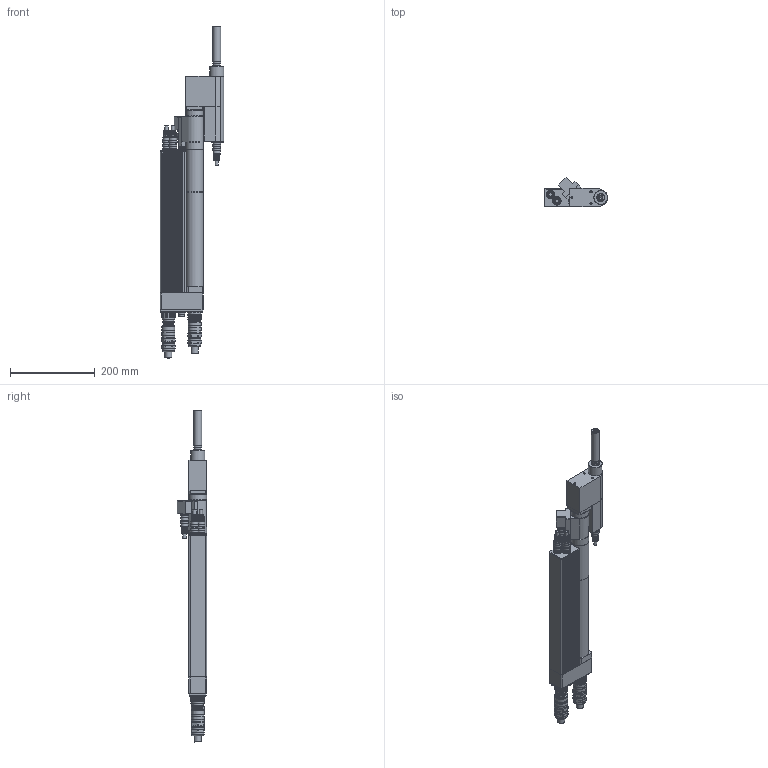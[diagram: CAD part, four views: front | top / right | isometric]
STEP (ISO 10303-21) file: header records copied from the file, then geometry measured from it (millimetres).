
FILE_DESCRIPTION((''),'2;1');
FILE_NAME('947544A5.stp','2011-03-25T15:00:22',('e4c32'),(''),'Autodesk Inventor 11','Autodesk Inventor 11','');
FILE_SCHEMA(('AUTOMOTIVE_DESIGN { 1 0 10303 214 1 1 1 1 }'));
Length unit declared in the file: millimetre
Products named in the file (7): 947544A5_IAM_001; 1VKXB_IPT_001.ipt_Versetzter Abtrieb; 1KYB_IPT_001; 1BTS-XA_IPT_001.ipt_Motor und Getriebe; 961089-002_IPT_002.ipt_Stecker gerade; 961104-005_IPT_002.ipt_Stecker gerade; 961104-005_IPT_001.ipt_Stecker gerade
Assembly tree (9 placements, depth 2):
  947544A5_IAM_001
    1VKXB_IPT_001.ipt_Versetzter Abtrieb
    1KYB_IPT_001
    1BTS-XA_IPT_001.ipt_Motor und Getriebe
    961089-002_IPT_002.ipt_Stecker gerade  x4
    961104-005_IPT_002.ipt_Stecker gerade
    961104-005_IPT_001.ipt_Stecker gerade
Bounding box: 150.51 x 69.76 x 783.15 mm (x, y, z)
Volume: 2313067.4 mm3; surface area: 273002.3 mm2
Topology: 9 solids, 9 shells, 1191 faces, 2891 edges, 1820 vertices
Faces by surface type: plane 727, cylinder 265, bspline 123, cone 51, torus 25
Full cylindrical faces by diameter (mm): 5.5 x7, 8 x4, 12 x1, 13 x1, 13.4 x4, 13.5 x2, 14 x20, 14.2 x4, 16 x15, 16.5 x2, 16.8 x1, 17.587 x8, 18 x9, 18.7 x9, 18.934 x1, 19.05 x2, 20 x6, 22.5 x2, 24 x1, 25 x1, 25.5 x1, 26.4 x1, 27.047 x1, 28 x2, 28.5 x1, 29 x1, 29.4 x3, 29.5 x2, 29.8 x4, 30 x4
Entity records: 30728 total; most frequent: CARTESIAN_POINT 6638, ORIENTED_EDGE 5084, DIRECTION 4584, EDGE_CURVE 2542, VERTEX_POINT 1692, VECTOR 1628, LINE 1628, AXIS2_PLACEMENT_3D 1478
